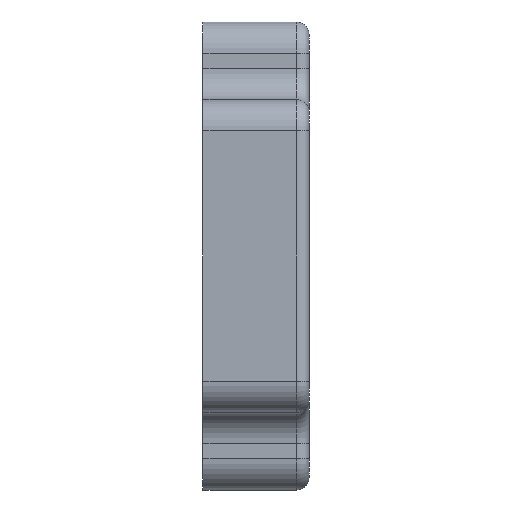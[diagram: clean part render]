
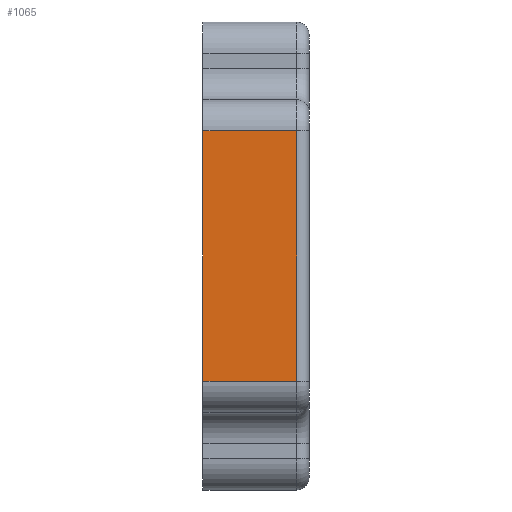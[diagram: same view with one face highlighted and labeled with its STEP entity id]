
A CAD part, left-side view. The second image highlights one B-rep face of the part: STEP entity #1065.
In plain terms, the highlighted planar face has unit normal (-1, 0, 0).
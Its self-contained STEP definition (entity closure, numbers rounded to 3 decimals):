
#106 = AXIS2_PLACEMENT_3D ( 'NONE', #1125, #1745, #416 ) ;
#115 = CARTESIAN_POINT ( 'NONE',  ( -37.5, 12., 20.039 ) ) ;
#196 = CARTESIAN_POINT ( 'NONE',  ( -37.5, 12., -20.039 ) ) ;
#273 = EDGE_CURVE ( 'NONE', #574, #2595, #536, .T. ) ;
#340 = EDGE_LOOP ( 'NONE', ( #2434, #844, #2698, #1776 ) ) ;
#416 = DIRECTION ( 'NONE',  ( 0., 0., -1. ) ) ;
#536 = LINE ( 'NONE', #1786, #2615 ) ;
#562 = PLANE ( 'NONE',  #106 ) ;
#574 = VERTEX_POINT ( 'NONE', #196 ) ;
#595 = CARTESIAN_POINT ( 'NONE',  ( -37.5, -3., 20.039 ) ) ;
#664 = DIRECTION ( 'NONE',  ( 0., 0., 1. ) ) ;
#757 = FACE_OUTER_BOUND ( 'NONE', #340, .T. ) ;
#844 = ORIENTED_EDGE ( 'NONE', *, *, #1182, .T. ) ;
#900 = CARTESIAN_POINT ( 'NONE',  ( -37.5, -3., -20.039 ) ) ;
#1065 = ADVANCED_FACE ( 'NONE', ( #757 ), #562, .F. ) ;
#1125 = CARTESIAN_POINT ( 'NONE',  ( -37.5, 12., -37.5 ) ) ;
#1182 = EDGE_CURVE ( 'NONE', #2595, #1281, #2028, .T. ) ;
#1187 = DIRECTION ( 'NONE',  ( 0., 0., 1. ) ) ;
#1281 = VERTEX_POINT ( 'NONE', #1990 ) ;
#1330 = LINE ( 'NONE', #2387, #1511 ) ;
#1432 = VECTOR ( 'NONE', #664, 1000. ) ;
#1511 = VECTOR ( 'NONE', #1187, 1000. ) ;
#1539 = CARTESIAN_POINT ( 'NONE',  ( -37.5, 12., 20.039 ) ) ;
#1541 = DIRECTION ( 'NONE',  ( 0., 1., 0. ) ) ;
#1745 = DIRECTION ( 'NONE',  ( 1., 0., 0. ) ) ;
#1776 = ORIENTED_EDGE ( 'NONE', *, *, #1820, .F. ) ;
#1786 = CARTESIAN_POINT ( 'NONE',  ( -37.5, 12., -20.039 ) ) ;
#1791 = DIRECTION ( 'NONE',  ( 0., -1., 0. ) ) ;
#1820 = EDGE_CURVE ( 'NONE', #574, #2403, #1330, .T. ) ;
#1990 = CARTESIAN_POINT ( 'NONE',  ( -37.5, -3., 20.039 ) ) ;
#2028 = LINE ( 'NONE', #595, #1432 ) ;
#2036 = LINE ( 'NONE', #1539, #2215 ) ;
#2215 = VECTOR ( 'NONE', #1541, 1000. ) ;
#2387 = CARTESIAN_POINT ( 'NONE',  ( -37.5, 12., -37.5 ) ) ;
#2403 = VERTEX_POINT ( 'NONE', #115 ) ;
#2434 = ORIENTED_EDGE ( 'NONE', *, *, #273, .T. ) ;
#2498 = EDGE_CURVE ( 'NONE', #1281, #2403, #2036, .T. ) ;
#2595 = VERTEX_POINT ( 'NONE', #900 ) ;
#2615 = VECTOR ( 'NONE', #1791, 1000. ) ;
#2698 = ORIENTED_EDGE ( 'NONE', *, *, #2498, .T. ) ;
